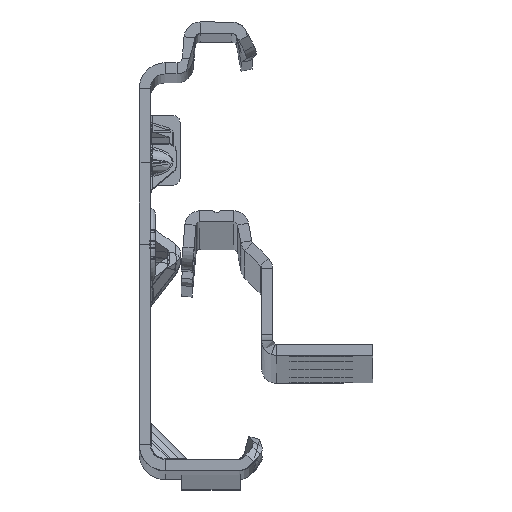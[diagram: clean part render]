
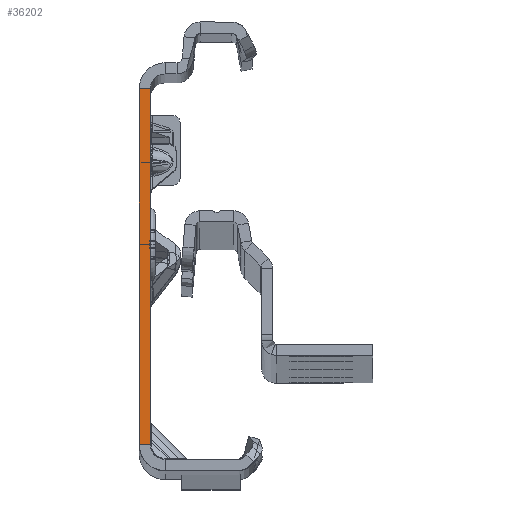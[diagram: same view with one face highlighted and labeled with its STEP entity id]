
A CAD part, top view. The second image highlights one B-rep face of the part: STEP entity #36202.
In plain terms, the highlighted planar face has unit normal (0, 0, 1).
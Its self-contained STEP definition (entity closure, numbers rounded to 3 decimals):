
#341 = LINE ( 'NONE', #17432, #28296 ) ;
#470 = ORIENTED_EDGE ( 'NONE', *, *, #39729, .F. ) ;
#1990 = AXIS2_PLACEMENT_3D ( 'NONE', #40297, #48728, #18924 ) ;
#3402 = CARTESIAN_POINT ( 'NONE',  ( -1.5, 22.135, 0. ) ) ;
#3439 = EDGE_CURVE ( 'NONE', #28855, #7941, #34723, .T. ) ;
#3649 = CARTESIAN_POINT ( 'NONE',  ( 0., 22.135, 0. ) ) ;
#3742 = ORIENTED_EDGE ( 'NONE', *, *, #25222, .T. ) ;
#7941 = VERTEX_POINT ( 'NONE', #34703 ) ;
#11989 = CARTESIAN_POINT ( 'NONE',  ( 0., 22.135, 0. ) ) ;
#17432 = CARTESIAN_POINT ( 'NONE',  ( 0., -27.865, 0. ) ) ;
#18411 = VECTOR ( 'NONE', #34161, 1000. ) ;
#18924 = DIRECTION ( 'NONE',  ( 1., 0., 0. ) ) ;
#21497 = CARTESIAN_POINT ( 'NONE',  ( -1.5, -27.865, 0. ) ) ;
#22798 = VECTOR ( 'NONE', #40111, 1000. ) ;
#22812 = ORIENTED_EDGE ( 'NONE', *, *, #39887, .F. ) ;
#22977 = CARTESIAN_POINT ( 'NONE',  ( 0., -25.865, 0. ) ) ;
#25222 = EDGE_CURVE ( 'NONE', #35017, #28855, #41989, .T. ) ;
#26088 = CARTESIAN_POINT ( 'NONE',  ( 0., -25.865, 0. ) ) ;
#27096 = PLANE ( 'NONE',  #1990 ) ;
#28296 = VECTOR ( 'NONE', #47200, 1000. ) ;
#28855 = VERTEX_POINT ( 'NONE', #3402 ) ;
#31597 = FACE_OUTER_BOUND ( 'NONE', #38395, .T. ) ;
#33322 = VERTEX_POINT ( 'NONE', #26088 ) ;
#34161 = DIRECTION ( 'NONE',  ( 0., -1., 0. ) ) ;
#34703 = CARTESIAN_POINT ( 'NONE',  ( -1.5, -25.865, 0. ) ) ;
#34723 = LINE ( 'NONE', #21497, #18411 ) ;
#35017 = VERTEX_POINT ( 'NONE', #3649 ) ;
#36202 = ADVANCED_FACE ( 'NONE', ( #31597 ), #27096, .T. ) ;
#38395 = EDGE_LOOP ( 'NONE', ( #470, #3742, #39966, #22812 ) ) ;
#39729 = EDGE_CURVE ( 'NONE', #35017, #33322, #341, .T. ) ;
#39887 = EDGE_CURVE ( 'NONE', #33322, #7941, #53010, .T. ) ;
#39966 = ORIENTED_EDGE ( 'NONE', *, *, #3439, .T. ) ;
#40111 = DIRECTION ( 'NONE',  ( -1., 0., 0. ) ) ;
#40297 = CARTESIAN_POINT ( 'NONE',  ( -1.5, -27.865, 0. ) ) ;
#40628 = VECTOR ( 'NONE', #49626, 1000. ) ;
#41989 = LINE ( 'NONE', #11989, #40628 ) ;
#47200 = DIRECTION ( 'NONE',  ( 0., -1., 0. ) ) ;
#48728 = DIRECTION ( 'NONE',  ( 0., 0., 1. ) ) ;
#49626 = DIRECTION ( 'NONE',  ( -1., 0., 0. ) ) ;
#53010 = LINE ( 'NONE', #22977, #22798 ) ;
